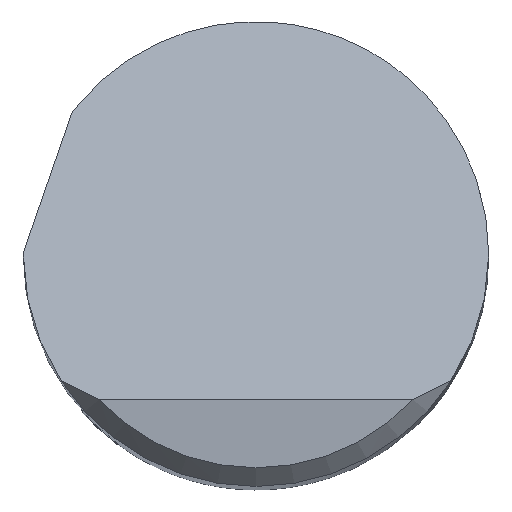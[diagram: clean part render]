
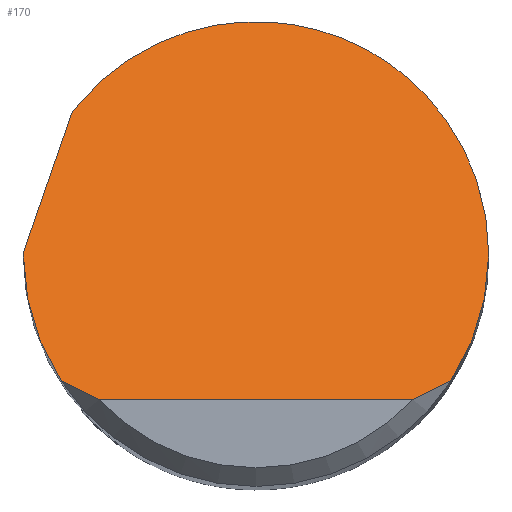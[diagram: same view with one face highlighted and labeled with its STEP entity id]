
A CAD part, top view. The second image highlights one B-rep face of the part: STEP entity #170.
In plain terms, the highlighted planar face has unit normal (0, 0.707, 0.707).
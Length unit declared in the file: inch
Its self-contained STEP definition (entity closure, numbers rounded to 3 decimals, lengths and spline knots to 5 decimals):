
#8 = EDGE_LOOP ( 'NONE', ( #80, #575, #301, #391, #384, #560, #644, #777 ) ) ;
#21 = CARTESIAN_POINT ( 'NONE',  ( 0.17704, -0.0718, 1.9543 ) ) ;
#32 = B_SPLINE_CURVE_WITH_KNOTS ( 'NONE', 3,
 ( #731, #397, #336, #549 ),
 .UNSPECIFIED., .F., .F.,
 ( 4, 4 ),
 ( 0., 0.00095 ),
 .UNSPECIFIED. ) ;
#33 =( BOUNDED_CURVE ( )  B_SPLINE_CURVE ( 3, ( #129, #412, #150, #594 ),
 .UNSPECIFIED., .F., .F. ) 
 B_SPLINE_CURVE_WITH_KNOTS ( ( 4, 4 ),
 ( 4.71239, 4.71772 ),
 .UNSPECIFIED. ) 
 CURVE ( )  GEOMETRIC_REPRESENTATION_ITEM ( )  RATIONAL_B_SPLINE_CURVE ( ( 1., 1., 1., 1. ) ) 
 REPRESENTATION_ITEM ( '' )  );
#39 = CARTESIAN_POINT ( 'NONE',  ( -0.1875, 0., 1.8825 ) ) ;
#41 = EDGE_CURVE ( 'NONE', #168, #411, #270, .T. ) ;
#45 = VERTEX_POINT ( 'NONE', #528 ) ;
#74 = EDGE_CURVE ( 'NONE', #94, #566, #435, .T. ) ;
#75 = EDGE_CURVE ( 'NONE', #45, #94, #808, .T. ) ;
#77 = CARTESIAN_POINT ( 'NONE',  ( -0.1875, -0.1175, 2. ) ) ;
#80 = ORIENTED_EDGE ( 'NONE', *, *, #318, .T. ) ;
#94 = VERTEX_POINT ( 'NONE', #426 ) ;
#129 = CARTESIAN_POINT ( 'NONE',  ( -0.1875, 0., 1.8825 ) ) ;
#150 = CARTESIAN_POINT ( 'NONE',  ( -0.1875, 0.00067, 1.88183 ) ) ;
#163 = CARTESIAN_POINT ( 'NONE',  ( -0.12629, -0.1175, 2. ) ) ;
#167 = CARTESIAN_POINT ( 'NONE',  ( 0.1875, 0.21502, 1.66748 ) ) ;
#168 = VERTEX_POINT ( 'NONE', #514 ) ;
#170 = ADVANCED_FACE ( 'NONE', ( #540 ), #478, .F. ) ;
#173 = DIRECTION ( 'NONE',  ( 1., 0., 0. ) ) ;
#174 = CARTESIAN_POINT ( 'NONE',  ( -0.14795, 0.11518, 1.76732 ) ) ;
#179 = VECTOR ( 'NONE', #608, 39.37008 ) ;
#185 = EDGE_CURVE ( 'NONE', #745, #203, #32, .T. ) ;
#203 = VERTEX_POINT ( 'NONE', #656 ) ;
#208 = EDGE_CURVE ( 'NONE', #411, #45, #33, .T. ) ;
#210 = CARTESIAN_POINT ( 'NONE',  ( -0.157, -0.1025, 1.985 ) ) ;
#224 = CARTESIAN_POINT ( 'NONE',  ( 0.1875, 0., 1.8825 ) ) ;
#270 =( BOUNDED_CURVE ( )  B_SPLINE_CURVE ( 3, ( #210, #459, #820, #39 ),
 .UNSPECIFIED., .F., .F. ) 
 B_SPLINE_CURVE_WITH_KNOTS ( ( 4, 4 ),
 ( 4.13401, 4.71239 ),
 .UNSPECIFIED. ) 
 CURVE ( )  GEOMETRIC_REPRESENTATION_ITEM ( )  RATIONAL_B_SPLINE_CURVE ( ( 1., 0.972, 0.972, 1. ) ) 
 REPRESENTATION_ITEM ( '' )  );
#279 = CARTESIAN_POINT ( 'NONE',  ( 0.1875, -0.03666, 1.91916 ) ) ;
#292 = CARTESIAN_POINT ( 'NONE',  ( 0., -0.1175, 2. ) ) ;
#293 = CARTESIAN_POINT ( 'NONE',  ( -0.22622, -0.1108, 1.9933 ) ) ;
#295 = CARTESIAN_POINT ( 'NONE',  ( -0.14711, -0.10785, 1.99035 ) ) ;
#296 = LINE ( 'NONE', #292, #749 ) ;
#301 = ORIENTED_EDGE ( 'NONE', *, *, #810, .F. ) ;
#313 =( BOUNDED_CURVE ( )  B_SPLINE_CURVE ( 3, ( #224, #279, #21, #667 ),
 .UNSPECIFIED., .F., .F. ) 
 B_SPLINE_CURVE_WITH_KNOTS ( ( 4, 4 ),
 ( 1.5708, 2.14917 ),
 .UNSPECIFIED. ) 
 CURVE ( )  GEOMETRIC_REPRESENTATION_ITEM ( )  RATIONAL_B_SPLINE_CURVE ( ( 1., 0.972, 0.972, 1. ) ) 
 REPRESENTATION_ITEM ( '' )  );
#318 = EDGE_CURVE ( 'NONE', #801, #745, #296, .T. ) ;
#324 = AXIS2_PLACEMENT_3D ( 'NONE', #77, #671, #343 ) ;
#336 = CARTESIAN_POINT ( 'NONE',  ( 0.14711, -0.10785, 1.99035 ) ) ;
#343 = DIRECTION ( 'NONE',  ( 0., 0.707, -0.707 ) ) ;
#344 = CARTESIAN_POINT ( 'NONE',  ( -0.01587, 0.28485, 1.59765 ) ) ;
#354 = CARTESIAN_POINT ( 'NONE',  ( -0.157, -0.1025, 1.985 ) ) ;
#373 = CARTESIAN_POINT ( 'NONE',  ( 0.1875, 0., 1.8825 ) ) ;
#382 = CARTESIAN_POINT ( 'NONE',  ( -0.1875, 0., 1.8825 ) ) ;
#384 = ORIENTED_EDGE ( 'NONE', *, *, #75, .F. ) ;
#391 = ORIENTED_EDGE ( 'NONE', *, *, #74, .F. ) ;
#397 = CARTESIAN_POINT ( 'NONE',  ( 0.1369, -0.11288, 1.99538 ) ) ;
#401 = CARTESIAN_POINT ( 'NONE',  ( 0.12629, -0.1175, 2. ) ) ;
#411 = VERTEX_POINT ( 'NONE', #382 ) ;
#412 = CARTESIAN_POINT ( 'NONE',  ( -0.1875, 0.00033, 1.88217 ) ) ;
#426 = CARTESIAN_POINT ( 'NONE',  ( -0.14795, 0.11518, 1.76732 ) ) ;
#435 =( BOUNDED_CURVE ( )  B_SPLINE_CURVE ( 3, ( #174, #344, #167, #744 ),
 .UNSPECIFIED., .F., .F. ) 
 B_SPLINE_CURVE_WITH_KNOTS ( ( 4, 4 ),
 ( 5.37386, 7.85398 ),
 .UNSPECIFIED. ) 
 CURVE ( )  GEOMETRIC_REPRESENTATION_ITEM ( )  RATIONAL_B_SPLINE_CURVE ( ( 1., 0.55, 0.55, 1. ) ) 
 REPRESENTATION_ITEM ( '' )  );
#459 = CARTESIAN_POINT ( 'NONE',  ( -0.17704, -0.0718, 1.9543 ) ) ;
#478 = PLANE ( 'NONE',  #324 ) ;
#514 = CARTESIAN_POINT ( 'NONE',  ( -0.157, -0.1025, 1.985 ) ) ;
#528 = CARTESIAN_POINT ( 'NONE',  ( -0.1875, 0.001, 1.8815 ) ) ;
#540 = FACE_OUTER_BOUND ( 'NONE', #8, .T. ) ;
#549 = CARTESIAN_POINT ( 'NONE',  ( 0.157, -0.1025, 1.985 ) ) ;
#560 = ORIENTED_EDGE ( 'NONE', *, *, #208, .F. ) ;
#566 = VERTEX_POINT ( 'NONE', #373 ) ;
#575 = ORIENTED_EDGE ( 'NONE', *, *, #185, .T. ) ;
#594 = CARTESIAN_POINT ( 'NONE',  ( -0.1875, 0.001, 1.8815 ) ) ;
#608 = DIRECTION ( 'NONE',  ( 0.238, 0.687, -0.687 ) ) ;
#615 = CARTESIAN_POINT ( 'NONE',  ( -0.1369, -0.11288, 1.99538 ) ) ;
#644 = ORIENTED_EDGE ( 'NONE', *, *, #41, .F. ) ;
#656 = CARTESIAN_POINT ( 'NONE',  ( 0.157, -0.1025, 1.985 ) ) ;
#667 = CARTESIAN_POINT ( 'NONE',  ( 0.157, -0.1025, 1.985 ) ) ;
#671 = DIRECTION ( 'NONE',  ( 0., -0.707, -0.707 ) ) ;
#729 = CARTESIAN_POINT ( 'NONE',  ( -0.12629, -0.1175, 2. ) ) ;
#731 = CARTESIAN_POINT ( 'NONE',  ( 0.12629, -0.1175, 2. ) ) ;
#744 = CARTESIAN_POINT ( 'NONE',  ( 0.1875, 0., 1.8825 ) ) ;
#745 = VERTEX_POINT ( 'NONE', #401 ) ;
#749 = VECTOR ( 'NONE', #173, 39.37008 ) ;
#777 = ORIENTED_EDGE ( 'NONE', *, *, #847, .T. ) ;
#791 = B_SPLINE_CURVE_WITH_KNOTS ( 'NONE', 3,
 ( #354, #295, #615, #163 ),
 .UNSPECIFIED., .F., .F.,
 ( 4, 4 ),
 ( 0., 0.00095 ),
 .UNSPECIFIED. ) ;
#801 = VERTEX_POINT ( 'NONE', #729 ) ;
#808 = LINE ( 'NONE', #293, #179 ) ;
#810 = EDGE_CURVE ( 'NONE', #566, #203, #313, .T. ) ;
#820 = CARTESIAN_POINT ( 'NONE',  ( -0.1875, -0.03666, 1.91916 ) ) ;
#847 = EDGE_CURVE ( 'NONE', #168, #801, #791, .T. ) ;
